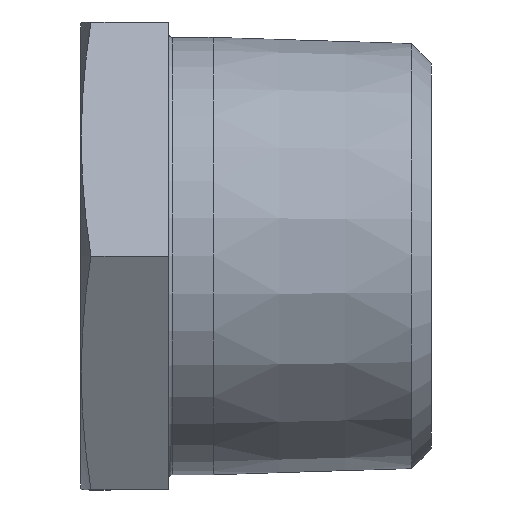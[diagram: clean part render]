
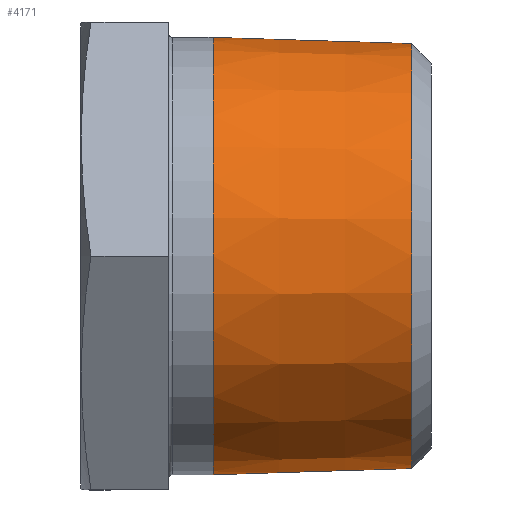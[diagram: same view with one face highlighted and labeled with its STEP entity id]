
A CAD part, front view. The second image highlights one B-rep face of the part: STEP entity #4171.
In plain terms, the highlighted conical face has half-angle 1.79 degrees and reference radius 16.625 mm.
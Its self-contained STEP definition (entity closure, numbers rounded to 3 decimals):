
#717 = EDGE_CURVE ( 'NONE', #13848, #13848, #7747, .T. ) ;
#1677 = VERTEX_POINT ( 'NONE', #5703 ) ;
#2138 = ORIENTED_EDGE ( 'NONE', *, *, #15989, .T. ) ;
#2859 = ORIENTED_EDGE ( 'NONE', *, *, #717, .F. ) ;
#3190 = DIRECTION ( 'NONE',  ( 0., 0., 1. ) ) ;
#3420 = DIRECTION ( 'NONE',  ( -1., 0., 0. ) ) ;
#4171 = ADVANCED_FACE ( 'NONE', ( #6061, #15444 ), #17163, .T. ) ;
#4297 = EDGE_LOOP ( 'NONE', ( #2859 ) ) ;
#5105 = EDGE_LOOP ( 'NONE', ( #2138 ) ) ;
#5703 = CARTESIAN_POINT ( 'NONE',  ( 25.473, 0., -16.347 ) ) ;
#6061 = FACE_BOUND ( 'NONE', #5105, .T. ) ;
#6238 = DIRECTION ( 'NONE',  ( -1., 0., 0. ) ) ;
#7747 = CIRCLE ( 'NONE', #7789, 16.824 ) ;
#7789 = AXIS2_PLACEMENT_3D ( 'NONE', #15296, #8716, #3190 ) ;
#8716 = DIRECTION ( 'NONE',  ( -1., 0., 0. ) ) ;
#9380 = CIRCLE ( 'NONE', #14120, 16.347 ) ;
#9844 = DIRECTION ( 'NONE',  ( 0., 0., 1. ) ) ;
#10162 = AXIS2_PLACEMENT_3D ( 'NONE', #16675, #3420, #9844 ) ;
#13848 = VERTEX_POINT ( 'NONE', #16656 ) ;
#14120 = AXIS2_PLACEMENT_3D ( 'NONE', #16842, #6238, #15532 ) ;
#15296 = CARTESIAN_POINT ( 'NONE',  ( 10.2, 0., 0. ) ) ;
#15444 = FACE_OUTER_BOUND ( 'NONE', #4297, .T. ) ;
#15532 = DIRECTION ( 'NONE',  ( 0., 0., -1. ) ) ;
#15989 = EDGE_CURVE ( 'NONE', #1677, #1677, #9380, .T. ) ;
#16656 = CARTESIAN_POINT ( 'NONE',  ( 10.2, 0., 16.824 ) ) ;
#16675 = CARTESIAN_POINT ( 'NONE',  ( 16.6, 0., 0. ) ) ;
#16842 = CARTESIAN_POINT ( 'NONE',  ( 25.473, 0., 0. ) ) ;
#17163 = CONICAL_SURFACE ( 'NONE', #10162, 16.625, 0.031 ) ;
